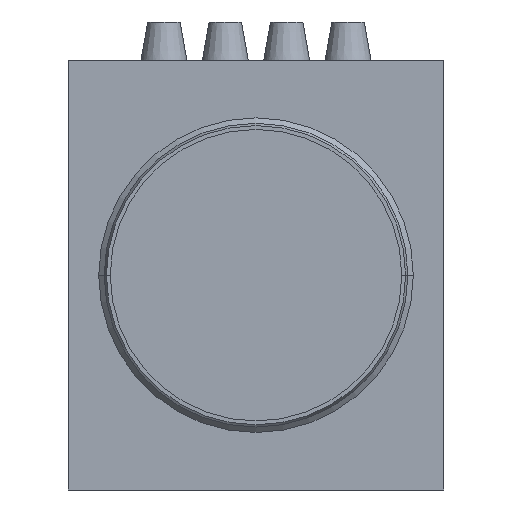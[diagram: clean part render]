
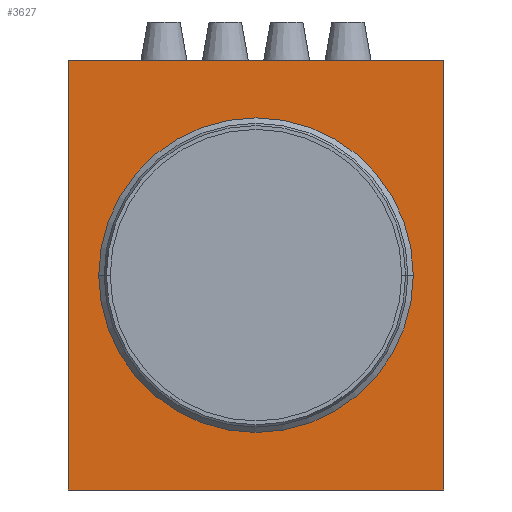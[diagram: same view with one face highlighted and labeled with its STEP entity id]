
A CAD part, front view. The second image highlights one B-rep face of the part: STEP entity #3627.
In plain terms, the highlighted planar face has unit normal (0, -1, 0).
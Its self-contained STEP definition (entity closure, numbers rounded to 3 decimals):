
#1=DIRECTION('',(1.,0.,0.));
#2=VECTOR('',#1,24.5);
#3=CARTESIAN_POINT('',(-12.25,0.,-14.));
#4=LINE('',#3,#2);
#17=CARTESIAN_POINT('',(0.,0.,0.));
#18=DIRECTION('',(0.,-1.,0.));
#19=DIRECTION('',(-1.,0.,0.));
#20=AXIS2_PLACEMENT_3D('',#17,#18,#19);
#22=CARTESIAN_POINT('',(0.,0.,0.));
#23=DIRECTION('',(0.,1.,0.));
#24=DIRECTION('',(-1.,0.,0.));
#25=AXIS2_PLACEMENT_3D('',#22,#23,#24);
#27=DIRECTION('',(0.,0.,1.));
#28=VECTOR('',#27,28.);
#29=CARTESIAN_POINT('',(-12.25,0.,-14.));
#30=LINE('',#29,#28);
#319=DIRECTION('',(0.,0.,1.));
#320=VECTOR('',#319,28.);
#321=CARTESIAN_POINT('',(12.25,0.,-14.));
#322=LINE('',#321,#320);
#323=DIRECTION('',(1.,0.,0.));
#324=VECTOR('',#323,24.5);
#325=CARTESIAN_POINT('',(-12.25,0.,14.));
#326=LINE('',#325,#324);
#2803=CARTESIAN_POINT('',(-12.25,0.,-14.));
#2804=CARTESIAN_POINT('',(12.25,0.,-14.));
#2805=VERTEX_POINT('',#2803);
#2806=VERTEX_POINT('',#2804);
#2811=CARTESIAN_POINT('',(-12.25,0.,14.));
#2812=CARTESIAN_POINT('',(12.25,0.,14.));
#2813=VERTEX_POINT('',#2811);
#2814=VERTEX_POINT('',#2812);
#3580=CARTESIAN_POINT('',(-9.,0.,0.));
#3582=VERTEX_POINT('',#3580);
#3584=CARTESIAN_POINT('',(9.,0.,0.));
#3586=VERTEX_POINT('',#3584);
#3607=CARTESIAN_POINT('',(-12.25,0.,-14.));
#3608=DIRECTION('',(0.,-1.,0.));
#3609=DIRECTION('',(1.,0.,0.));
#3610=AXIS2_PLACEMENT_3D('',#3607,#3608,#3609);
#3611=PLANE('',#3610);
#3612=ORIENTED_EDGE('',*,*,#3596,.F.);
#3614=ORIENTED_EDGE('',*,*,#3613,.T.);
#3616=ORIENTED_EDGE('',*,*,#3615,.T.);
#3618=ORIENTED_EDGE('',*,*,#3617,.F.);
#3619=EDGE_LOOP('',(#3612,#3614,#3616,#3618));
#3620=FACE_OUTER_BOUND('',#3619,.F.);
#3622=ORIENTED_EDGE('',*,*,#3621,.T.);
#3624=ORIENTED_EDGE('',*,*,#3623,.F.);
#3625=EDGE_LOOP('',(#3622,#3624));
#3626=FACE_BOUND('',#3625,.F.);
#3627=ADVANCED_FACE('',(#3620,#3626),#3611,.T.);
#21=CIRCLE('',#20,9.);
#26=CIRCLE('',#25,9.);
#3596=EDGE_CURVE('',#2805,#2806,#4,.T.);
#3613=EDGE_CURVE('',#2805,#2813,#30,.T.);
#3615=EDGE_CURVE('',#2813,#2814,#326,.T.);
#3617=EDGE_CURVE('',#2806,#2814,#322,.T.);
#3621=EDGE_CURVE('',#3582,#3586,#21,.T.);
#3623=EDGE_CURVE('',#3582,#3586,#26,.T.);
